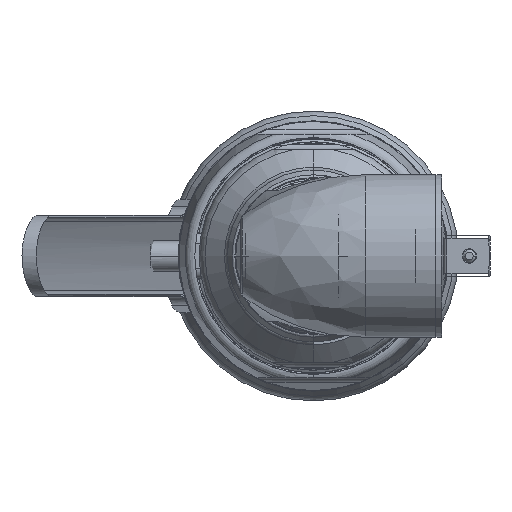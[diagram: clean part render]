
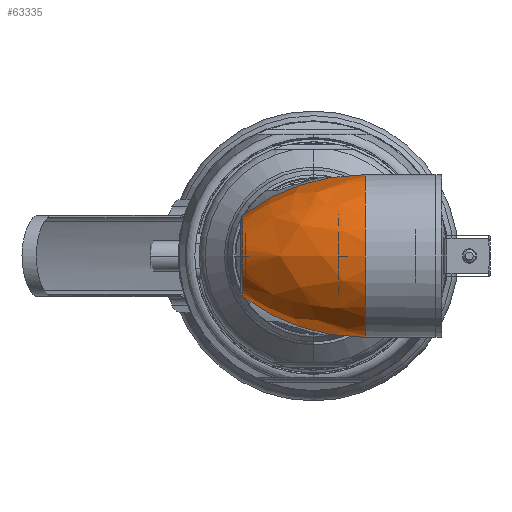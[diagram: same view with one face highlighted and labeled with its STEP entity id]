
A CAD part, left-side view. The second image highlights one B-rep face of the part: STEP entity #63335.
In plain terms, the highlighted free-form (B-spline) face has degree [3, 3] with [7, 4] control points.
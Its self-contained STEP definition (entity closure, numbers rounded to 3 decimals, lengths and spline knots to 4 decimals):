
#61278=CARTESIAN_POINT('',(-7.9836,0.4366,0.));
#61279=DIRECTION('',(0.,-1.,0.));
#61280=DIRECTION('',(0.162,0.,0.987));
#61281=AXIS2_PLACEMENT_3D('',#61278,#61279,#61280);
#61305=CARTESIAN_POINT('',(-7.9836,-0.32,0.));
#61306=DIRECTION('',(0.,1.,0.));
#61307=DIRECTION('',(0.584,0.,-0.812));
#61308=AXIS2_PLACEMENT_3D('',#61305,#61306,#61307);
#61850=CARTESIAN_POINT('',(-7.9835,-0.0984,
0.4828));
#61851=CARTESIAN_POINT('',(-7.9762,-0.1025,
0.4835));
#61852=CARTESIAN_POINT('',(-7.9617,-0.1107,
0.4846));
#61853=CARTESIAN_POINT('',(-7.9405,-0.1221,
0.4851));
#61854=CARTESIAN_POINT('',(-7.9199,-0.1327,
0.4844));
#61855=CARTESIAN_POINT('',(-7.9065,-0.1392,
0.4834));
#61856=CARTESIAN_POINT('',(-7.9,-0.1423,
0.4827));
#61858=CARTESIAN_POINT('',(-7.9,-0.1423,
-0.4827));
#61859=CARTESIAN_POINT('',(-7.9065,-0.1392,
-0.4834));
#61860=CARTESIAN_POINT('',(-7.9199,-0.1327,
-0.4844));
#61861=CARTESIAN_POINT('',(-7.9405,-0.1221,
-0.4851));
#61862=CARTESIAN_POINT('',(-7.9617,-0.1107,
-0.4846));
#61863=CARTESIAN_POINT('',(-7.9762,-0.1025,
-0.4835));
#61864=CARTESIAN_POINT('',(-7.9836,-0.0984,
-0.4828));
#61866=CARTESIAN_POINT('',(-7.9836,-0.32,0.7525));
#61867=DIRECTION('',(-1.,0.,0.));
#61868=DIRECTION('',(0.,0.586,-0.81));
#61869=AXIS2_PLACEMENT_3D('',#61866,#61867,#61868);
#61871=CARTESIAN_POINT('',(-7.9836,0.4159,
-0.2641));
#61872=CARTESIAN_POINT('',(-7.9764,0.42,
-0.2612));
#61873=CARTESIAN_POINT('',(-7.9626,0.4274,
-0.2551));
#61874=CARTESIAN_POINT('',(-7.9496,0.4337,
-0.2488));
#61875=CARTESIAN_POINT('',(-7.9432,0.4366,
-0.2455));
#61877=CARTESIAN_POINT('',(-7.9432,0.4366,
0.2455));
#61878=CARTESIAN_POINT('',(-7.9496,0.4337,
0.2488));
#61879=CARTESIAN_POINT('',(-7.9626,0.4274,
0.2551));
#61880=CARTESIAN_POINT('',(-7.9764,0.42,
0.2612));
#61881=CARTESIAN_POINT('',(-7.9836,0.4159,
0.2641));
#61883=CARTESIAN_POINT('',(-7.9836,-0.32,-0.7525));
#61884=DIRECTION('',(-1.,0.,0.));
#61885=DIRECTION('',(0.,0.177,0.984));
#61886=AXIS2_PLACEMENT_3D('',#61883,#61884,#61885);
#61938=CARTESIAN_POINT('',(-7.9836,0.4159,
0.2641));
#61981=CARTESIAN_POINT('',(-7.9835,-0.0984,
0.4828));
#62046=CARTESIAN_POINT('',(-7.9836,0.4159,
-0.2641));
#62081=CARTESIAN_POINT('',(-7.69,-0.32,0.4078));
#62082=CARTESIAN_POINT('',(-7.6999,-0.3091,
0.415));
#62083=CARTESIAN_POINT('',(-7.7202,-0.2873,
0.4281));
#62084=CARTESIAN_POINT('',(-7.7516,-0.2553,
0.4445));
#62085=CARTESIAN_POINT('',(-7.7831,-0.2253,
0.4574));
#62086=CARTESIAN_POINT('',(-7.8143,-0.1982,
0.4673));
#62087=CARTESIAN_POINT('',(-7.8447,-0.1748,
0.4746));
#62088=CARTESIAN_POINT('',(-7.8737,-0.1558,
0.4796));
#62089=CARTESIAN_POINT('',(-7.8915,-0.1463,
0.4818));
#62090=CARTESIAN_POINT('',(-7.9,-0.1423,
0.4827));
#62130=CARTESIAN_POINT('',(-7.9,-0.1423,
-0.4827));
#62131=CARTESIAN_POINT('',(-7.8913,-0.1464,
-0.4818));
#62132=CARTESIAN_POINT('',(-7.8733,-0.156,
-0.4795));
#62133=CARTESIAN_POINT('',(-7.8442,-0.1752,
-0.4745));
#62134=CARTESIAN_POINT('',(-7.8139,-0.1986,
-0.4672));
#62135=CARTESIAN_POINT('',(-7.7829,-0.2256,
-0.4573));
#62136=CARTESIAN_POINT('',(-7.7515,-0.2554,
-0.4444));
#62137=CARTESIAN_POINT('',(-7.7202,-0.2873,
-0.4281));
#62138=CARTESIAN_POINT('',(-7.7,-0.309,
-0.415));
#62139=CARTESIAN_POINT('',(-7.69,-0.32,-0.4078));
#62644=VERTEX_POINT('',#61981);
#62645=VERTEX_POINT('',#61856);
#62646=VERTEX_POINT('',#62081);
#62647=VERTEX_POINT('',#61938);
#62649=VERTEX_POINT('',#61877);
#62651=VERTEX_POINT('',#62046);
#62652=VERTEX_POINT('',#61875);
#62653=VERTEX_POINT('',#62130);
#62654=VERTEX_POINT('',#62139);
#62655=VERTEX_POINT('',#61864);
#63286=CARTESIAN_POINT('',(-7.8275,0.4495,
0.1809));
#63287=CARTESIAN_POINT('',(-7.7126,0.2228,
0.3142));
#63288=CARTESIAN_POINT('',(-7.653,-0.0493,
0.3832));
#63289=CARTESIAN_POINT('',(-7.6554,-0.3362,
0.3804));
#63290=CARTESIAN_POINT('',(-8.007,0.4495,
0.3357));
#63291=CARTESIAN_POINT('',(-8.0242,0.2228,
0.583));
#63292=CARTESIAN_POINT('',(-8.0332,-0.0493,
0.7112));
#63293=CARTESIAN_POINT('',(-8.0328,-0.3362,
0.706));
#63294=CARTESIAN_POINT('',(-8.2225,0.4495,
0.237));
#63295=CARTESIAN_POINT('',(-8.3984,0.2228,
0.4116));
#63296=CARTESIAN_POINT('',(-8.4897,-0.0493,
0.5021));
#63297=CARTESIAN_POINT('',(-8.4859,-0.3362,
0.4984));
#63298=CARTESIAN_POINT('',(-8.2225,0.4495,0.));
#63299=CARTESIAN_POINT('',(-8.3984,0.2228,0.));
#63300=CARTESIAN_POINT('',(-8.4897,-0.0493,0.));
#63301=CARTESIAN_POINT('',(-8.4859,-0.3362,0.));
#63302=CARTESIAN_POINT('',(-8.2225,0.4495,
-0.237));
#63303=CARTESIAN_POINT('',(-8.3984,0.2228,
-0.4116));
#63304=CARTESIAN_POINT('',(-8.4897,-0.0493,
-0.5021));
#63305=CARTESIAN_POINT('',(-8.4859,-0.3362,
-0.4984));
#63306=CARTESIAN_POINT('',(-8.007,0.4495,
-0.3357));
#63307=CARTESIAN_POINT('',(-8.0242,0.2228,
-0.583));
#63308=CARTESIAN_POINT('',(-8.0332,-0.0493,
-0.7112));
#63309=CARTESIAN_POINT('',(-8.0328,-0.3362,
-0.706));
#63310=CARTESIAN_POINT('',(-7.8275,0.4495,
-0.1809));
#63311=CARTESIAN_POINT('',(-7.7126,0.2228,
-0.3142));
#63312=CARTESIAN_POINT('',(-7.653,-0.0493,
-0.3832));
#63313=CARTESIAN_POINT('',(-7.6554,-0.3362,
-0.3804));
#63314=(BOUNDED_SURFACE()B_SPLINE_SURFACE(3,3,((#63286,#63287,#63288,#63289),(
#63290,#63291,#63292,#63293),(#63294,#63295,#63296,#63297),(#63298,#63299,
#63300,#63301),(#63302,#63303,#63304,#63305),(#63306,#63307,#63308,#63309),(
#63310,#63311,#63312,#63313)),.UNSPECIFIED.,.F.,.F.,.F.)B_SPLINE_SURFACE_WITH_KNOTS((4,3,4),(4,4),(0.,1.,2.),(0.,1.),.UNSPECIFIED.)GEOMETRIC_REPRESENTATION_ITEM()RATIONAL_B_SPLINE_SURFACE(((1.453,1.398,
1.398,1.453),(0.888,0.854,
0.854,0.888),(0.888,0.854,
0.854,0.888),(1.453,1.398,
1.398,1.453),(0.888,0.854,
0.854,0.888),(0.888,0.854,
0.854,0.888),(1.453,1.398,
1.398,1.453)))REPRESENTATION_ITEM('')SURFACE());
#63316=ORIENTED_EDGE('',*,*,#63315,.T.);
#63318=ORIENTED_EDGE('',*,*,#63317,.F.);
#63319=ORIENTED_EDGE('',*,*,#62821,.F.);
#63321=ORIENTED_EDGE('',*,*,#63320,.F.);
#63323=ORIENTED_EDGE('',*,*,#63322,.T.);
#63325=ORIENTED_EDGE('',*,*,#63324,.F.);
#63327=ORIENTED_EDGE('',*,*,#63326,.T.);
#63328=ORIENTED_EDGE('',*,*,#62797,.F.);
#63330=ORIENTED_EDGE('',*,*,#63329,.T.);
#63332=ORIENTED_EDGE('',*,*,#63331,.F.);
#63333=EDGE_LOOP('',(#63316,#63318,#63319,#63321,#63323,#63325,#63327,#63328,
#63330,#63332));
#63334=FACE_OUTER_BOUND('',#63333,.F.);
#63335=ADVANCED_FACE('',(#63334),#63314,.T.);
#61282=CIRCLE('',#61281,0.2488);
#61309=CIRCLE('',#61308,0.5025);
#61857=B_SPLINE_CURVE_WITH_KNOTS('',3,(#61850,#61851,#61852,#61853,#61854,
#61855,#61856),.UNSPECIFIED.,.F.,.F.,(4,1,1,1,4),(0.,0.25,0.5,0.75,
1.),.UNSPECIFIED.);
#61865=B_SPLINE_CURVE_WITH_KNOTS('',3,(#61858,#61859,#61860,#61861,#61862,
#61863,#61864),.UNSPECIFIED.,.F.,.F.,(4,1,1,1,4),(0.,0.25,0.5,0.75,
1.),.UNSPECIFIED.);
#61870=CIRCLE('',#61869,1.255);
#61876=B_SPLINE_CURVE_WITH_KNOTS('',3,(#61871,#61872,#61873,#61874,#61875),
.UNSPECIFIED.,.F.,.F.,(4,1,4),(0.,0.5,1.),.UNSPECIFIED.);
#61882=B_SPLINE_CURVE_WITH_KNOTS('',3,(#61877,#61878,#61879,#61880,#61881),
.UNSPECIFIED.,.F.,.F.,(4,1,4),(0.,0.5,1.),.UNSPECIFIED.);
#61887=CIRCLE('',#61886,1.255);
#62091=B_SPLINE_CURVE_WITH_KNOTS('',3,(#62081,#62082,#62083,#62084,#62085,
#62086,#62087,#62088,#62089,#62090),.UNSPECIFIED.,.F.,.F.,(4,1,1,1,1,1,1,4),(
0.,0.1429,0.2857,0.4286,0.5714,
0.7143,0.8571,1.),.UNSPECIFIED.);
#62140=B_SPLINE_CURVE_WITH_KNOTS('',3,(#62130,#62131,#62132,#62133,#62134,
#62135,#62136,#62137,#62138,#62139),.UNSPECIFIED.,.F.,.F.,(4,1,1,1,1,1,1,4),(
0.,0.1429,0.2857,0.4286,0.5714,
0.7143,0.8571,1.),.UNSPECIFIED.);
#62797=EDGE_CURVE('',#62649,#62652,#61282,.T.);
#62821=EDGE_CURVE('',#62654,#62646,#61309,.T.);
#63315=EDGE_CURVE('',#62644,#62645,#61857,.T.);
#63317=EDGE_CURVE('',#62646,#62645,#62091,.T.);
#63320=EDGE_CURVE('',#62653,#62654,#62140,.T.);
#63322=EDGE_CURVE('',#62653,#62655,#61865,.T.);
#63324=EDGE_CURVE('',#62651,#62655,#61870,.T.);
#63326=EDGE_CURVE('',#62651,#62652,#61876,.T.);
#63329=EDGE_CURVE('',#62649,#62647,#61882,.T.);
#63331=EDGE_CURVE('',#62644,#62647,#61887,.T.);
